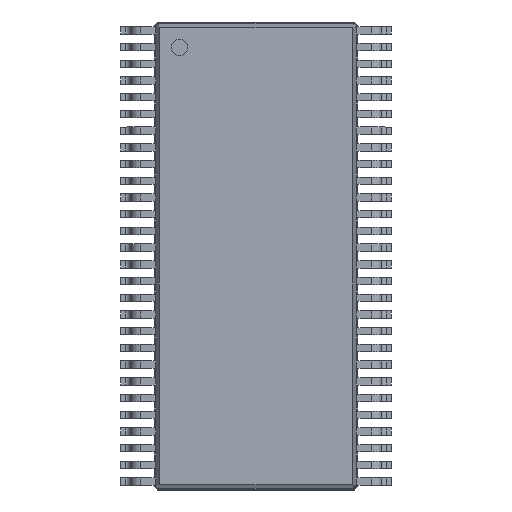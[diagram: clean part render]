
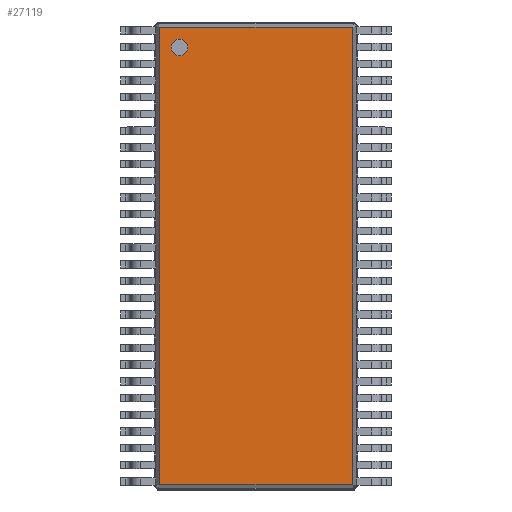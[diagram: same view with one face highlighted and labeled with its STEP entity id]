
A CAD part, top view. The second image highlights one B-rep face of the part: STEP entity #27119.
In plain terms, the highlighted planar face has unit normal (0, 0, 1).
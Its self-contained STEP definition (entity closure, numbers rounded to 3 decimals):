
#18149 = VERTEX_POINT('',#18150);
#18150 = CARTESIAN_POINT('',(2.879,6.838,1.3));
#18155 = EDGE_CURVE('',#18156,#18149,#18158,.T.);
#18156 = VERTEX_POINT('',#18157);
#18157 = CARTESIAN_POINT('',(-2.879,6.838,1.3));
#18158 = LINE('',#18159,#18160);
#18159 = CARTESIAN_POINT('',(-2.879,6.838,1.3));
#18160 = VECTOR('',#18161,1.);
#18161 = DIRECTION('',(1.,0.,0.));
#18178 = EDGE_CURVE('',#18179,#18156,#18181,.T.);
#18179 = VERTEX_POINT('',#18180);
#18180 = CARTESIAN_POINT('',(-2.888,6.829,1.3));
#18181 = LINE('',#18182,#18183);
#18182 = CARTESIAN_POINT('',(-2.888,6.829,1.3));
#18183 = VECTOR('',#18184,1.);
#18184 = DIRECTION('',(0.707,0.707,0.));
#18201 = VERTEX_POINT('',#18202);
#18202 = CARTESIAN_POINT('',(2.888,6.829,1.3));
#18207 = EDGE_CURVE('',#18149,#18201,#18208,.T.);
#18208 = LINE('',#18209,#18210);
#18209 = CARTESIAN_POINT('',(2.879,6.838,1.3));
#18210 = VECTOR('',#18211,1.);
#18211 = DIRECTION('',(0.707,-0.707,0.));
#18420 = EDGE_CURVE('',#18421,#18179,#18423,.T.);
#18421 = VERTEX_POINT('',#18422);
#18422 = CARTESIAN_POINT('',(-2.888,-6.829,1.3));
#18423 = LINE('',#18424,#18425);
#18424 = CARTESIAN_POINT('',(-2.888,-6.829,1.3));
#18425 = VECTOR('',#18426,1.);
#18426 = DIRECTION('',(0.,1.,0.));
#22839 = VERTEX_POINT('',#22840);
#22840 = CARTESIAN_POINT('',(2.888,-6.829,1.3));
#22845 = EDGE_CURVE('',#18201,#22839,#22846,.T.);
#22846 = LINE('',#22847,#22848);
#22847 = CARTESIAN_POINT('',(2.888,6.829,1.3));
#22848 = VECTOR('',#22849,1.);
#22849 = DIRECTION('',(0.,-1.,0.));
#27062 = EDGE_CURVE('',#27063,#18421,#27065,.T.);
#27063 = VERTEX_POINT('',#27064);
#27064 = CARTESIAN_POINT('',(-2.879,-6.838,1.3));
#27065 = LINE('',#27066,#27067);
#27066 = CARTESIAN_POINT('',(-2.879,-6.838,1.3));
#27067 = VECTOR('',#27068,1.);
#27068 = DIRECTION('',(-0.707,0.707,0.));
#27085 = VERTEX_POINT('',#27086);
#27086 = CARTESIAN_POINT('',(2.879,-6.838,1.3));
#27091 = EDGE_CURVE('',#22839,#27085,#27092,.T.);
#27092 = LINE('',#27093,#27094);
#27093 = CARTESIAN_POINT('',(2.888,-6.829,1.3));
#27094 = VECTOR('',#27095,1.);
#27095 = DIRECTION('',(-0.707,-0.707,0.));
#27108 = EDGE_CURVE('',#27085,#27063,#27109,.T.);
#27109 = LINE('',#27110,#27111);
#27110 = CARTESIAN_POINT('',(2.879,-6.838,1.3));
#27111 = VECTOR('',#27112,1.);
#27112 = DIRECTION('',(-1.,0.,0.));
#27119 = ADVANCED_FACE('',(#27120,#27130),#27141,.F.);
#27120 = FACE_BOUND('',#27121,.F.);
#27121 = EDGE_LOOP('',(#27122,#27123,#27124,#27125,#27126,#27127,#27128,
#27129));
#27122 = ORIENTED_EDGE('',*,*,#18155,.T.);
#27123 = ORIENTED_EDGE('',*,*,#18207,.T.);
#27124 = ORIENTED_EDGE('',*,*,#22845,.T.);
#27125 = ORIENTED_EDGE('',*,*,#27091,.T.);
#27126 = ORIENTED_EDGE('',*,*,#27108,.T.);
#27127 = ORIENTED_EDGE('',*,*,#27062,.T.);
#27128 = ORIENTED_EDGE('',*,*,#18420,.T.);
#27129 = ORIENTED_EDGE('',*,*,#18178,.T.);
#27130 = FACE_BOUND('',#27131,.F.);
#27131 = EDGE_LOOP('',(#27132));
#27132 = ORIENTED_EDGE('',*,*,#27133,.T.);
#27133 = EDGE_CURVE('',#27134,#27134,#27136,.T.);
#27134 = VERTEX_POINT('',#27135);
#27135 = CARTESIAN_POINT('',(-2.288,5.988,1.3));
#27136 = CIRCLE('',#27137,0.25);
#27137 = AXIS2_PLACEMENT_3D('',#27138,#27139,#27140);
#27138 = CARTESIAN_POINT('',(-2.288,6.238,1.3));
#27139 = DIRECTION('',(-0.,0.,1.));
#27140 = DIRECTION('',(0.,-1.,0.));
#27141 = PLANE('',#27142);
#27142 = AXIS2_PLACEMENT_3D('',#27143,#27144,#27145);
#27143 = CARTESIAN_POINT('',(-2.879,6.838,1.3));
#27144 = DIRECTION('',(0.,0.,-1.));
#27145 = DIRECTION('',(0.388,-0.922,0.));
